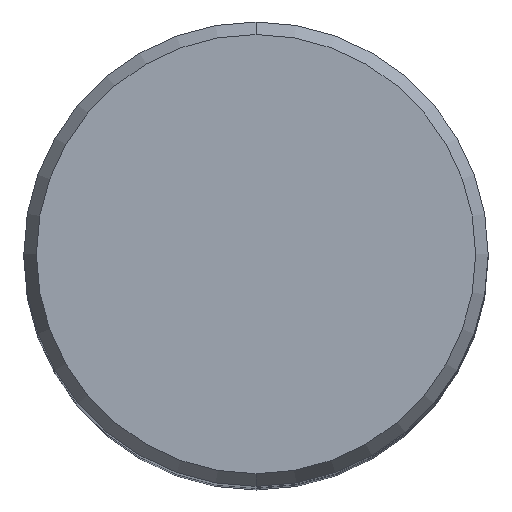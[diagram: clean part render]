
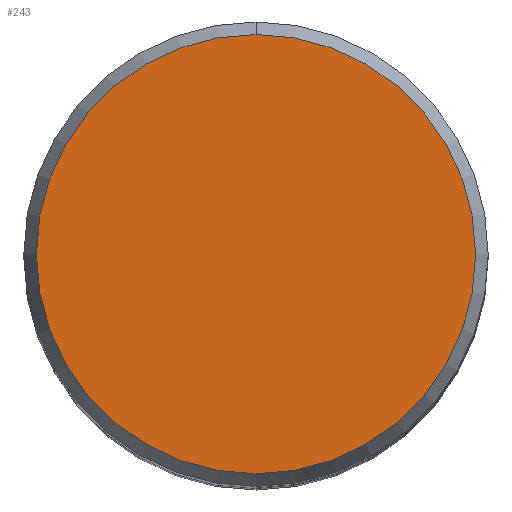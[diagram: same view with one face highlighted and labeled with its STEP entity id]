
A CAD part, top view. The second image highlights one B-rep face of the part: STEP entity #243.
In plain terms, the highlighted planar face has unit normal (0, 0, 1).
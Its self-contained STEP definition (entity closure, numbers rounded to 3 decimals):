
#117=VERTEX_POINT('',#304);
#177=EDGE_CURVE('',#211,#117,#373,.T.);
#211=VERTEX_POINT('',#412);
#227=EDGE_CURVE('',#117,#211,#430,.T.);
#243=ADVANCED_FACE('',(#447),#448,.T.);
#304=CARTESIAN_POINT('',(0.,-12.012,0.01));
#373=CIRCLE('',#592,12.012);
#412=CARTESIAN_POINT('',(0.0,12.012,0.01));
#430=CIRCLE('',#666,12.012);
#447=FACE_OUTER_BOUND('',#688,.T.);
#448=PLANE('',#689);
#592=AXIS2_PLACEMENT_3D('',#837,#838,#839);
#666=AXIS2_PLACEMENT_3D('',#901,#902,#903);
#688=EDGE_LOOP('',(#923,#924));
#689=AXIS2_PLACEMENT_3D('',#925,#926,#927);
#837=CARTESIAN_POINT('',(0.0,0.0,0.01));
#838=DIRECTION('',(0.0,0.0,-1.0));
#839=DIRECTION('',(0.0,1.0,0.0));
#901=CARTESIAN_POINT('',(0.0,0.0,0.01));
#902=DIRECTION('',(0.0,0.0,-1.0));
#903=DIRECTION('',(0.0,1.0,0.0));
#923=ORIENTED_EDGE('',*,*,#177,.F.);
#924=ORIENTED_EDGE('',*,*,#227,.F.);
#925=CARTESIAN_POINT('',(0.0,6.006,0.01));
#926=DIRECTION('',(-0.0,0.0,1.0));
#927=DIRECTION('',(0.0,-1.0,0.0));
